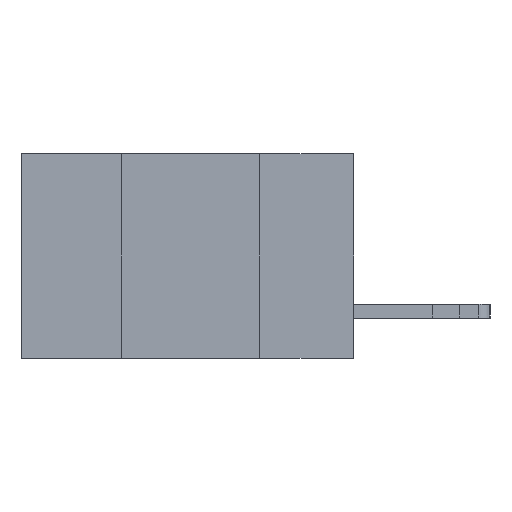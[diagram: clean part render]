
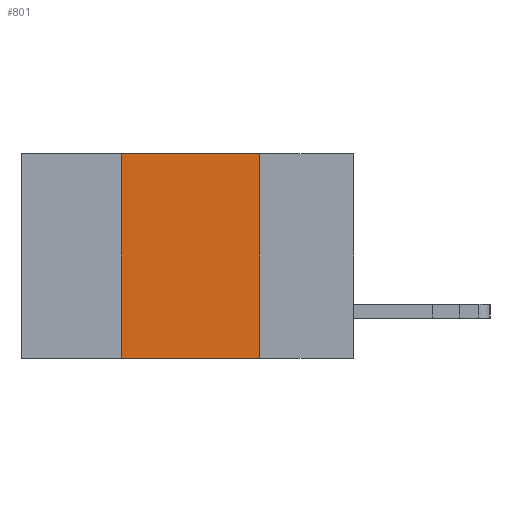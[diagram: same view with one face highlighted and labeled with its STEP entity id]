
A CAD part, left-side view. The second image highlights one B-rep face of the part: STEP entity #801.
In plain terms, the highlighted planar face has unit normal (-1, 0, 0).
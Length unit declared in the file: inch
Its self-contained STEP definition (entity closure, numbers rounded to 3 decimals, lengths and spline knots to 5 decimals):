
#468 = VECTOR ( 'NONE', #6043, 39.37008 ) ;
#801 = ADVANCED_FACE ( 'NONE', ( #7097 ), #13218, .F. ) ;
#978 = CARTESIAN_POINT ( 'NONE',  ( 0., 0.17, 0. ) ) ;
#1083 = DIRECTION ( 'NONE',  ( 0., 0., 1. ) ) ;
#1143 = VERTEX_POINT ( 'NONE', #3916 ) ;
#1643 = CARTESIAN_POINT ( 'NONE',  ( 0., 0.42, -0.37 ) ) ;
#1975 = VERTEX_POINT ( 'NONE', #13283 ) ;
#2216 = VECTOR ( 'NONE', #8154, 39.37008 ) ;
#2219 = DIRECTION ( 'NONE',  ( 0., 0., -1. ) ) ;
#2426 = EDGE_CURVE ( 'NONE', #10664, #1143, #7141, .T. ) ;
#2746 = ORIENTED_EDGE ( 'NONE', *, *, #2426, .F. ) ;
#3185 = CARTESIAN_POINT ( 'NONE',  ( 0., 0.6, -0.37 ) ) ;
#3916 = CARTESIAN_POINT ( 'NONE',  ( 0., 0.42, 0. ) ) ;
#4477 = VECTOR ( 'NONE', #6779, 39.37008 ) ;
#4743 = EDGE_CURVE ( 'NONE', #10664, #1975, #9139, .T. ) ;
#4783 = CARTESIAN_POINT ( 'NONE',  ( 0., 0.6, 0. ) ) ;
#5095 = ORIENTED_EDGE ( 'NONE', *, *, #4743, .T. ) ;
#6043 = DIRECTION ( 'NONE',  ( 0., -1., 0. ) ) ;
#6071 = DIRECTION ( 'NONE',  ( 1., 0., 0. ) ) ;
#6284 = CARTESIAN_POINT ( 'NONE',  ( 0., 0.17, 0. ) ) ;
#6316 = VERTEX_POINT ( 'NONE', #6284 ) ;
#6779 = DIRECTION ( 'NONE',  ( 0., -1., 0. ) ) ;
#6996 = EDGE_CURVE ( 'NONE', #6316, #1975, #12871, .T. ) ;
#7096 = ORIENTED_EDGE ( 'NONE', *, *, #9688, .F. ) ;
#7097 = FACE_OUTER_BOUND ( 'NONE', #11924, .T. ) ;
#7141 = LINE ( 'NONE', #11941, #12164 ) ;
#8154 = DIRECTION ( 'NONE',  ( 0., 0., -1. ) ) ;
#9139 = LINE ( 'NONE', #3185, #4477 ) ;
#9688 = EDGE_CURVE ( 'NONE', #1143, #6316, #12094, .T. ) ;
#10664 = VERTEX_POINT ( 'NONE', #1643 ) ;
#11924 = EDGE_LOOP ( 'NONE', ( #15456, #7096, #2746, #5095 ) ) ;
#11941 = CARTESIAN_POINT ( 'NONE',  ( 0., 0.42, 0. ) ) ;
#12094 = LINE ( 'NONE', #13573, #468 ) ;
#12164 = VECTOR ( 'NONE', #1083, 39.37008 ) ;
#12871 = LINE ( 'NONE', #978, #2216 ) ;
#13218 = PLANE ( 'NONE',  #13267 ) ;
#13267 = AXIS2_PLACEMENT_3D ( 'NONE', #4783, #6071, #2219 ) ;
#13283 = CARTESIAN_POINT ( 'NONE',  ( 0., 0.17, -0.37 ) ) ;
#13573 = CARTESIAN_POINT ( 'NONE',  ( 0., 0.6, 0. ) ) ;
#15456 = ORIENTED_EDGE ( 'NONE', *, *, #6996, .F. ) ;
